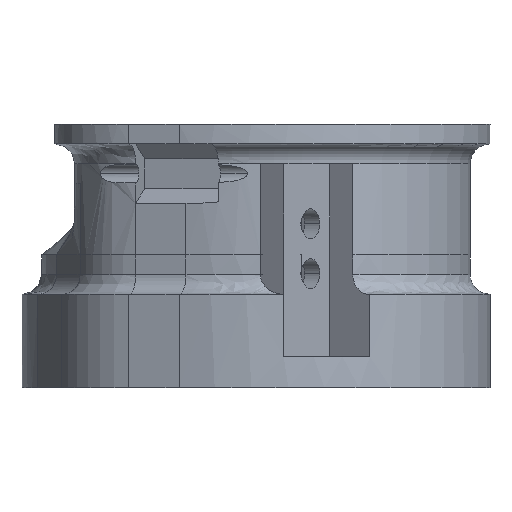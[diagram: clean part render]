
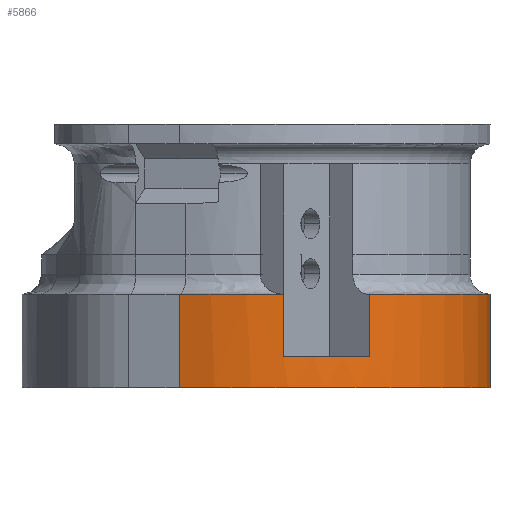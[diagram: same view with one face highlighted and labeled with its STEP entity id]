
A CAD part, front view. The second image highlights one B-rep face of the part: STEP entity #5866.
In plain terms, the highlighted cylindrical face has radius 18.516 mm (diameter 37.032 mm), a partial arc.
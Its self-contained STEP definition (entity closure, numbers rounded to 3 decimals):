
#28 = CIRCLE ( 'NONE', #4545, 18.516 ) ;
#71 = DIRECTION ( 'NONE',  ( 1., 0., 0. ) ) ;
#115 = EDGE_CURVE ( 'NONE', #2750, #1853, #447, .T. ) ;
#269 = VERTEX_POINT ( 'NONE', #4667 ) ;
#318 = ORIENTED_EDGE ( 'NONE', *, *, #5280, .T. ) ;
#400 = ORIENTED_EDGE ( 'NONE', *, *, #5016, .T. ) ;
#447 = CIRCLE ( 'NONE', #2920, 18.516 ) ;
#574 = CARTESIAN_POINT ( 'NONE',  ( 4.371, -21.453, -8.906 ) ) ;
#587 = VECTOR ( 'NONE', #975, 1000. ) ;
#591 = AXIS2_PLACEMENT_3D ( 'NONE', #4486, #840, #4927 ) ;
#740 = CARTESIAN_POINT ( 'NONE',  ( 11.287, -19.295, -16.406 ) ) ;
#840 = DIRECTION ( 'NONE',  ( 0., 0., 1. ) ) ;
#896 = CARTESIAN_POINT ( 'NONE',  ( 2.42, -3.04, -16.406 ) ) ;
#975 = DIRECTION ( 'NONE',  ( 0., 0., 1. ) ) ;
#1208 = CYLINDRICAL_SURFACE ( 'NONE', #591, 18.516 ) ;
#1268 = LINE ( 'NONE', #5853, #3566 ) ;
#1356 = VERTEX_POINT ( 'NONE', #3658 ) ;
#1449 = CARTESIAN_POINT ( 'NONE',  ( -4.036, -20.394, -8.906 ) ) ;
#1518 = CARTESIAN_POINT ( 'NONE',  ( -1.424, -21.366, -8.906 ) ) ;
#1632 = CARTESIAN_POINT ( 'NONE',  ( 17.652, -15.823, -8.906 ) ) ;
#1732 = VECTOR ( 'NONE', #2951, 1000. ) ;
#1853 = VERTEX_POINT ( 'NONE', #5375 ) ;
#1944 = LINE ( 'NONE', #4754, #2116 ) ;
#2055 = VERTEX_POINT ( 'NONE', #1449 ) ;
#2116 = VECTOR ( 'NONE', #2888, 1000. ) ;
#2313 = CARTESIAN_POINT ( 'NONE',  ( 2.42, -3.04, -13.906 ) ) ;
#2340 = ORIENTED_EDGE ( 'NONE', *, *, #5191, .T. ) ;
#2426 = ORIENTED_EDGE ( 'NONE', *, *, #3430, .F. ) ;
#2501 = LINE ( 'NONE', #740, #1732 ) ;
#2529 = CARTESIAN_POINT ( 'NONE',  ( 20.937, -3.04, -8.906 ) ) ;
#2557 = CARTESIAN_POINT ( 'NONE',  ( -4.036, -20.394, -16.406 ) ) ;
#2676 =( BOUNDED_CURVE ( )  B_SPLINE_CURVE ( 3, ( #2529, #4378, #1632, #3460 ),
 .UNSPECIFIED., .F., .T. ) 
 B_SPLINE_CURVE_WITH_KNOTS ( ( 4, 4 ),
 ( 0., 0.02 ),
 .UNSPECIFIED. ) 
 CURVE ( )  GEOMETRIC_REPRESENTATION_ITEM ( )  RATIONAL_B_SPLINE_CURVE ( ( 1., 0.842, 0.771, 0.788 ) ) 
 REPRESENTATION_ITEM ( '' )  );
#2750 = VERTEX_POINT ( 'NONE', #4986 ) ;
#2888 = DIRECTION ( 'NONE',  ( 0., 0., 1. ) ) ;
#2920 = AXIS2_PLACEMENT_3D ( 'NONE', #2313, #3128, #71 ) ;
#2951 = DIRECTION ( 'NONE',  ( 0., 0., -1. ) ) ;
#3058 = EDGE_CURVE ( 'NONE', #1356, #269, #2676, .T. ) ;
#3109 = DIRECTION ( 'NONE',  ( 0., 0., 1. ) ) ;
#3128 = DIRECTION ( 'NONE',  ( 0., 0., -1. ) ) ;
#3231 = ORIENTED_EDGE ( 'NONE', *, *, #3407, .T. ) ;
#3310 = LINE ( 'NONE', #5160, #587 ) ;
#3407 = EDGE_CURVE ( 'NONE', #1853, #4621, #3310, .T. ) ;
#3430 = EDGE_CURVE ( 'NONE', #4456, #2055, #1944, .T. ) ;
#3460 = CARTESIAN_POINT ( 'NONE',  ( 11.287, -19.295, -8.906 ) ) ;
#3515 = ORIENTED_EDGE ( 'NONE', *, *, #115, .T. ) ;
#3566 = VECTOR ( 'NONE', #3109, 1000. ) ;
#3658 = CARTESIAN_POINT ( 'NONE',  ( 20.937, -3.04, -8.906 ) ) ;
#3734 = CARTESIAN_POINT ( 'NONE',  ( -4.036, -20.394, -8.906 ) ) ;
#3818 = CARTESIAN_POINT ( 'NONE',  ( 4.371, -21.453, -8.906 ) ) ;
#4007 = VERTEX_POINT ( 'NONE', #4999 ) ;
#4135 = EDGE_CURVE ( 'NONE', #4621, #2055, #4533, .T. ) ;
#4378 = CARTESIAN_POINT ( 'NONE',  ( 20.937, -9.681, -8.906 ) ) ;
#4456 = VERTEX_POINT ( 'NONE', #2557 ) ;
#4486 = CARTESIAN_POINT ( 'NONE',  ( 2.42, -3.04, -16.406 ) ) ;
#4533 =( BOUNDED_CURVE ( )  B_SPLINE_CURVE ( 3, ( #574, #5655, #1518, #3734 ),
 .UNSPECIFIED., .F., .T. ) 
 B_SPLINE_CURVE_WITH_KNOTS ( ( 4, 4 ),
 ( 0.027, 0.036 ),
 .UNSPECIFIED. ) 
 CURVE ( )  GEOMETRIC_REPRESENTATION_ITEM ( )  RATIONAL_B_SPLINE_CURVE ( ( 0.837, 0.873, 0.927, 1. ) ) 
 REPRESENTATION_ITEM ( '' )  );
#4545 = AXIS2_PLACEMENT_3D ( 'NONE', #896, #4576, #5669 ) ;
#4576 = DIRECTION ( 'NONE',  ( 0., 0., 1. ) ) ;
#4621 = VERTEX_POINT ( 'NONE', #3818 ) ;
#4667 = CARTESIAN_POINT ( 'NONE',  ( 11.287, -19.295, -8.906 ) ) ;
#4754 = CARTESIAN_POINT ( 'NONE',  ( -4.036, -20.394, -16.406 ) ) ;
#4927 = DIRECTION ( 'NONE',  ( 1., 0., 0. ) ) ;
#4986 = CARTESIAN_POINT ( 'NONE',  ( 11.287, -19.295, -13.906 ) ) ;
#4999 = CARTESIAN_POINT ( 'NONE',  ( 20.937, -3.04, -16.406 ) ) ;
#5016 = EDGE_CURVE ( 'NONE', #269, #2750, #2501, .T. ) ;
#5160 = CARTESIAN_POINT ( 'NONE',  ( 4.371, -21.453, -16.406 ) ) ;
#5191 = EDGE_CURVE ( 'NONE', #4456, #4007, #28, .T. ) ;
#5280 = EDGE_CURVE ( 'NONE', #4007, #1356, #1268, .T. ) ;
#5351 = FACE_OUTER_BOUND ( 'NONE', #5922, .T. ) ;
#5375 = CARTESIAN_POINT ( 'NONE',  ( 4.371, -21.453, -13.906 ) ) ;
#5603 = ORIENTED_EDGE ( 'NONE', *, *, #3058, .T. ) ;
#5655 = CARTESIAN_POINT ( 'NONE',  ( 1.427, -21.765, -8.906 ) ) ;
#5669 = DIRECTION ( 'NONE',  ( -1., 0., 0. ) ) ;
#5745 = ORIENTED_EDGE ( 'NONE', *, *, #4135, .T. ) ;
#5853 = CARTESIAN_POINT ( 'NONE',  ( 20.937, -3.04, -16.406 ) ) ;
#5866 = ADVANCED_FACE ( 'NONE', ( #5351 ), #1208, .T. ) ;
#5922 = EDGE_LOOP ( 'NONE', ( #5603, #400, #3515, #3231, #5745, #2426, #2340, #318 ) ) ;
